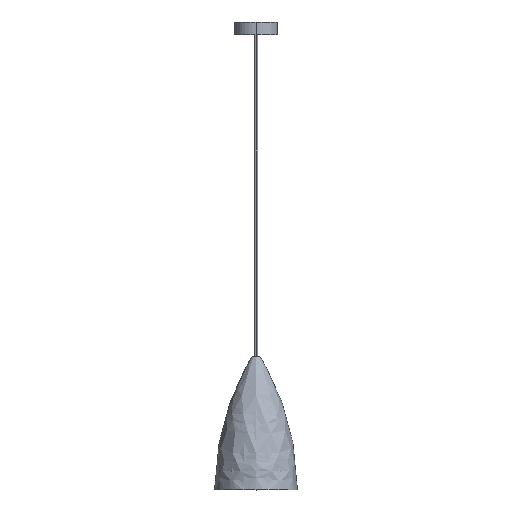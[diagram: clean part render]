
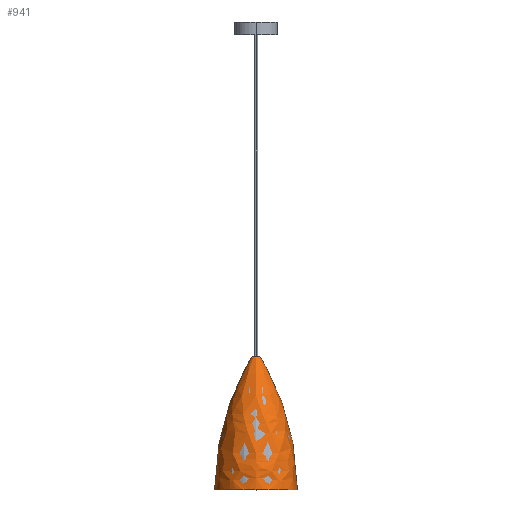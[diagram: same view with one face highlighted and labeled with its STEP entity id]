
A CAD part, top view. The second image highlights one B-rep face of the part: STEP entity #941.
In plain terms, the highlighted free-form (B-spline) face has degree [3, 3] with [8, 4] control points.
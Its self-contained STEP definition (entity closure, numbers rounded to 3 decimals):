
#19 = EDGE_CURVE ( 'NONE', #649, #806, #849, .T. ) ;
#31 = DIRECTION ( 'NONE',  ( 0., 1., 0. ) ) ;
#53 = CARTESIAN_POINT ( 'NONE',  ( 53.546, -690.956, 0. ) ) ;
#55 = CARTESIAN_POINT ( 'NONE',  ( -5., -597.905, 0. ) ) ;
#63 = DIRECTION ( 'NONE',  ( 0., 1., 0. ) ) ;
#70 = CARTESIAN_POINT ( 'NONE',  ( 76.987, -846.043, 0. ) ) ;
#71 = ORIENTED_EDGE ( 'NONE', *, *, #377, .T. ) ;
#78 = ORIENTED_EDGE ( 'NONE', *, *, #19, .T. ) ;
#102 = CIRCLE ( 'NONE', #954, 5. ) ;
#129 = CARTESIAN_POINT ( 'NONE',  ( -27.424, -633.977, 54.849 ) ) ;
#133 = CARTESIAN_POINT ( 'NONE',  ( 5., -597.905, 10. ) ) ;
#136 = EDGE_CURVE ( 'NONE', #786, #149, #457, .T. ) ;
#145 = CARTESIAN_POINT ( 'NONE',  ( 76.987, -846.043, 153.974 ) ) ;
#149 = VERTEX_POINT ( 'NONE', #383 ) ;
#187 = CARTESIAN_POINT ( 'NONE',  ( -76.987, -846.043, 0. ) ) ;
#205 = CARTESIAN_POINT ( 'NONE',  ( 27.424, -633.977, 0. ) ) ;
#214 = CIRCLE ( 'NONE', #312, 76.987 ) ;
#216 = CARTESIAN_POINT ( 'NONE',  ( -76.692, -823.178, 0. ) ) ;
#261 = CARTESIAN_POINT ( 'NONE',  ( -53.546, -690.956, 0. ) ) ;
#273 = CARTESIAN_POINT ( 'NONE',  ( -72.182, -763.314, 0. ) ) ;
#279 = CARTESIAN_POINT ( 'NONE',  ( -14.649, -610.257, 29.297 ) ) ;
#282 = CARTESIAN_POINT ( 'NONE',  ( 7.347, -598.471, 0. ) ) ;
#290 = CARTESIAN_POINT ( 'NONE',  ( -76.987, -846.043, 0. ) ) ;
#299 = ORIENTED_EDGE ( 'NONE', *, *, #136, .F. ) ;
#312 = AXIS2_PLACEMENT_3D ( 'NONE', #422, #907, #346 ) ;
#338 = CARTESIAN_POINT ( 'NONE',  ( -14.649, -610.257, 0. ) ) ;
#340 = CARTESIAN_POINT ( 'NONE',  ( 76.987, -846.043, 0. ) ) ;
#346 = DIRECTION ( 'NONE',  ( 0., 0., 1. ) ) ;
#352 = CARTESIAN_POINT ( 'NONE',  ( 72.182, -763.314, 144.363 ) ) ;
#357 = CARTESIAN_POINT ( 'NONE',  ( 14.649, -610.257, 0. ) ) ;
#360 = CARTESIAN_POINT ( 'NONE',  ( 27.424, -633.977, 0. ) ) ;
#377 = EDGE_CURVE ( 'NONE', #786, #649, #214, .T. ) ;
#383 = CARTESIAN_POINT ( 'NONE',  ( -5., -597.905, 0. ) ) ;
#415 = CARTESIAN_POINT ( 'NONE',  ( -5., -597.905, 0. ) ) ;
#420 = CARTESIAN_POINT ( 'NONE',  ( 0., -597.905, 0. ) ) ;
#422 = CARTESIAN_POINT ( 'NONE',  ( 0., -846.043, 0. ) ) ;
#431 = CARTESIAN_POINT ( 'NONE',  ( -53.546, -690.956, 0. ) ) ;
#435 = CARTESIAN_POINT ( 'NONE',  ( -7.347, -598.471, 14.694 ) ) ;
#455 = VERTEX_POINT ( 'NONE', #829 ) ;
#457 = B_SPLINE_CURVE_WITH_KNOTS ( 'NONE', 3,
 ( #187, #657, #742, #261, #822, #338, #902, #415 ),
 .UNSPECIFIED., .F., .F.,
 ( 4, 1, 1, 1, 1, 4 ),
 ( 0., 0.262, 0.685, 0.848, 0.974, 1. ),
 .UNSPECIFIED. ) ;
#485 = ORIENTED_EDGE ( 'NONE', *, *, #541, .T. ) ;
#493 = EDGE_CURVE ( 'NONE', #149, #455, #102, .T. ) ;
#518 = CARTESIAN_POINT ( 'NONE',  ( 53.546, -690.956, 107.092 ) ) ;
#521 = CARTESIAN_POINT ( 'NONE',  ( 7.347, -598.471, 0. ) ) ;
#527 = CARTESIAN_POINT ( 'NONE',  ( 53.546, -690.956, 0. ) ) ;
#541 = EDGE_CURVE ( 'NONE', #806, #455, #944, .T. ) ;
#573 = DIRECTION ( 'NONE',  ( 0., 0., 1. ) ) ;
#595 = CARTESIAN_POINT ( 'NONE',  ( -27.424, -633.977, 0. ) ) ;
#600 = CARTESIAN_POINT ( 'NONE',  ( -5., -597.905, 10. ) ) ;
#603 = AXIS2_PLACEMENT_3D ( 'NONE', #650, #31, #573 ) ;
#609 = CARTESIAN_POINT ( 'NONE',  ( -76.987, -846.043, 153.974 ) ) ;
#649 = VERTEX_POINT ( 'NONE', #671 ) ;
#650 = CARTESIAN_POINT ( 'NONE',  ( 0., -846.043, 0. ) ) ;
#657 = CARTESIAN_POINT ( 'NONE',  ( -76.692, -823.178, 0. ) ) ;
#671 = CARTESIAN_POINT ( 'NONE',  ( 0., -846.043, 76.987 ) ) ;
#672 = CARTESIAN_POINT ( 'NONE',  ( 27.424, -633.977, 54.849 ) ) ;
#679 = CARTESIAN_POINT ( 'NONE',  ( 5., -597.905, 0. ) ) ;
#689 = CARTESIAN_POINT ( 'NONE',  ( 76.987, -846.043, 0. ) ) ;
#691 = CARTESIAN_POINT ( 'NONE',  ( -76.987, -846.043, 0. ) ) ;
#742 = CARTESIAN_POINT ( 'NONE',  ( -72.182, -763.314, 0. ) ) ;
#756 = CARTESIAN_POINT ( 'NONE',  ( 76.692, -823.178, 0. ) ) ;
#761 = CARTESIAN_POINT ( 'NONE',  ( -14.649, -610.257, 0. ) ) ;
#769 = CARTESIAN_POINT ( 'NONE',  ( 76.692, -823.178, 0. ) ) ;
#772 = CARTESIAN_POINT ( 'NONE',  ( -76.692, -823.178, 153.384 ) ) ;
#786 = VERTEX_POINT ( 'NONE', #691 ) ;
#798 = ORIENTED_EDGE ( 'NONE', *, *, #493, .F. ) ;
#806 = VERTEX_POINT ( 'NONE', #70 ) ;
#822 = CARTESIAN_POINT ( 'NONE',  ( -27.424, -633.977, 0. ) ) ;
#829 = CARTESIAN_POINT ( 'NONE',  ( 5., -597.905, 0. ) ) ;
#834 = CARTESIAN_POINT ( 'NONE',  ( -72.182, -763.314, 144.363 ) ) ;
#838 = CARTESIAN_POINT ( 'NONE',  ( 14.649, -610.257, 29.297 ) ) ;
#844 = CARTESIAN_POINT ( 'NONE',  ( 5., -597.905, 0. ) ) ;
#849 = CIRCLE ( 'NONE', #603, 76.987 ) ;
#867 = CARTESIAN_POINT ( 'NONE',  ( 76.692, -823.178, 153.384 ) ) ;
#884 =( BOUNDED_SURFACE ( )  B_SPLINE_SURFACE ( 3, 3, ( 
 ( #290, #609, #145, #689 ),
 ( #216, #772, #867, #756 ),
 ( #273, #834, #352, #916 ),
 ( #431, #988, #518, #53 ),
 ( #595, #129, #672, #205 ),
 ( #761, #279, #838, #357 ),
 ( #920, #435, #992, #521 ),
 ( #55, #600, #133, #679 ) ),
 .UNSPECIFIED., .F., .F., .F. ) 
 B_SPLINE_SURFACE_WITH_KNOTS ( ( 4, 1, 1, 1, 1, 4 ),
 ( 4, 4 ),
 ( 0., 0.262, 0.685, 0.848, 0.974, 1. ),
 ( 0., 1. ),
 .UNSPECIFIED. ) 
 GEOMETRIC_REPRESENTATION_ITEM ( )  RATIONAL_B_SPLINE_SURFACE ( (
 ( 1., 0.333, 0.333, 1.),
 ( 1., 0.333, 0.333, 1.),
 ( 1., 0.333, 0.333, 1.),
 ( 1., 0.333, 0.333, 1.),
 ( 1., 0.333, 0.333, 1.),
 ( 1., 0.333, 0.333, 1.),
 ( 1., 0.333, 0.333, 1.),
 ( 1., 0.333, 0.333, 1.) ) ) 
 REPRESENTATION_ITEM ( '' )  SURFACE ( )  );
#902 = CARTESIAN_POINT ( 'NONE',  ( -7.347, -598.471, 0. ) ) ;
#907 = DIRECTION ( 'NONE',  ( 0., 1., 0. ) ) ;
#916 = CARTESIAN_POINT ( 'NONE',  ( 72.182, -763.314, 0. ) ) ;
#920 = CARTESIAN_POINT ( 'NONE',  ( -7.347, -598.471, 0. ) ) ;
#926 = CARTESIAN_POINT ( 'NONE',  ( 14.649, -610.257, 0. ) ) ;
#941 = ADVANCED_FACE ( 'NONE', ( #966 ), #884, .F. ) ;
#942 = EDGE_LOOP ( 'NONE', ( #299, #71, #78, #485, #798 ) ) ;
#944 = B_SPLINE_CURVE_WITH_KNOTS ( 'NONE', 3,
 ( #340, #769, #997, #527, #360, #926, #282, #844 ),
 .UNSPECIFIED., .F., .F.,
 ( 4, 1, 1, 1, 1, 4 ),
 ( 0., 0.262, 0.685, 0.848, 0.974, 1. ),
 .UNSPECIFIED. ) ;
#954 = AXIS2_PLACEMENT_3D ( 'NONE', #420, #63, #1001 ) ;
#966 = FACE_OUTER_BOUND ( 'NONE', #942, .T. ) ;
#988 = CARTESIAN_POINT ( 'NONE',  ( -53.546, -690.956, 107.092 ) ) ;
#992 = CARTESIAN_POINT ( 'NONE',  ( 7.347, -598.471, 14.694 ) ) ;
#997 = CARTESIAN_POINT ( 'NONE',  ( 72.182, -763.314, 0. ) ) ;
#1001 = DIRECTION ( 'NONE',  ( 0., 0., 1. ) ) ;
